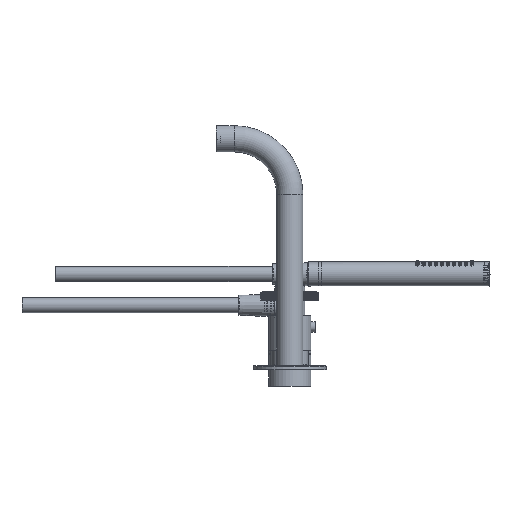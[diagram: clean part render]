
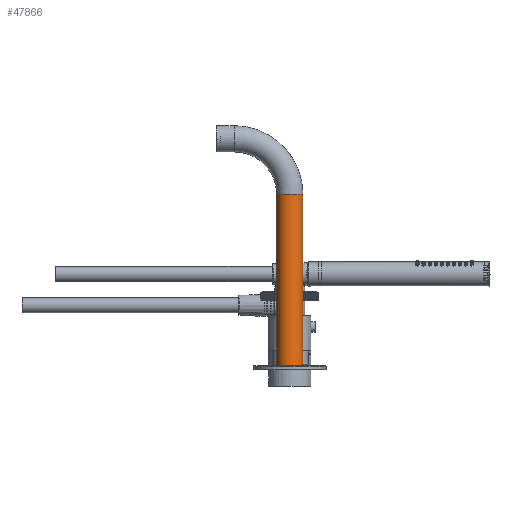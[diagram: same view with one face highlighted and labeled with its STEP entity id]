
A CAD part, front view. The second image highlights one B-rep face of the part: STEP entity #47866.
In plain terms, the highlighted cylindrical face has radius 13 mm (diameter 26 mm), a full revolution.
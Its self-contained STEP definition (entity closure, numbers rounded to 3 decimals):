
#6114=B_SPLINE_CURVE_WITH_KNOTS('',3,(#82308,#82309,#82310,#82311,#82312,
#82313,#82314,#82315,#82316,#82317,#82318),.UNSPECIFIED.,.T.,.F.,(1,1,1,
1,1,1,1,1,1,1,1,1,1,1,1),(-0.004,-0.003,-0.001,
0.,0.001,0.003,0.004,
0.006,0.007,0.009,0.01,
0.012,0.013,0.015,0.016),
 .UNSPECIFIED.);
#8565=CYLINDRICAL_SURFACE('',#64850,13.);
#9482=ORIENTED_EDGE('',*,*,#24356,.T.);
#9483=ORIENTED_EDGE('',*,*,#24357,.T.);
#9484=ORIENTED_EDGE('',*,*,#24358,.F.);
#24356=EDGE_CURVE('',#31793,#31793,#36533,.T.);
#24357=EDGE_CURVE('',#31794,#31794,#6114,.T.);
#24358=EDGE_CURVE('',#31795,#31795,#36534,.T.);
#31793=VERTEX_POINT('',#82307);
#31794=VERTEX_POINT('',#82319);
#31795=VERTEX_POINT('',#82321);
#36533=CIRCLE('',#64851,13.);
#36534=CIRCLE('',#64852,13.);
#39335=EDGE_LOOP('',(#9482));
#39336=EDGE_LOOP('',(#9483));
#39337=EDGE_LOOP('',(#9484));
#43225=FACE_BOUND('',#39335,.T.);
#43226=FACE_BOUND('',#39336,.T.);
#43227=FACE_BOUND('',#39337,.T.);
#47866=ADVANCED_FACE('',(#43225,#43226,#43227),#8565,.T.);
#64850=AXIS2_PLACEMENT_3D('',#82305,#69961,#69962);
#64851=AXIS2_PLACEMENT_3D('',#82306,#69963,#69964);
#64852=AXIS2_PLACEMENT_3D('',#82320,#69965,#69966);
#69961=DIRECTION('',(0.,0.,-1.));
#69962=DIRECTION('',(-1.,0.,0.));
#69963=DIRECTION('',(0.,0.,1.));
#69964=DIRECTION('',(1.,0.,0.));
#69965=DIRECTION('',(0.,0.,1.));
#69966=DIRECTION('',(1.,0.,0.));
#82305=CARTESIAN_POINT('',(0.,0.,170.));
#82306=CARTESIAN_POINT('',(0.,0.,0.2));
#82307=CARTESIAN_POINT('',(13.,0.,0.2));
#82308=CARTESIAN_POINT('',(12.935,1.442,3.566));
#82309=CARTESIAN_POINT('',(13.032,0.,2.986));
#82310=CARTESIAN_POINT('',(12.935,-1.442,3.565));
#82311=CARTESIAN_POINT('',(12.834,-2.053,5.001));
#82312=CARTESIAN_POINT('',(12.935,-1.441,6.434));
#82313=CARTESIAN_POINT('',(13.032,-0.002,7.014));
#82314=CARTESIAN_POINT('',(12.935,1.441,6.435));
#82315=CARTESIAN_POINT('',(12.834,2.053,5.001));
#82316=CARTESIAN_POINT('',(12.935,1.442,3.566));
#82317=CARTESIAN_POINT('',(13.032,0.,2.986));
#82318=CARTESIAN_POINT('',(12.935,-1.442,3.565));
#82319=CARTESIAN_POINT('',(13.,0.,3.179));
#82320=CARTESIAN_POINT('',(0.,0.,170.));
#82321=CARTESIAN_POINT('',(13.,0.,170.));
